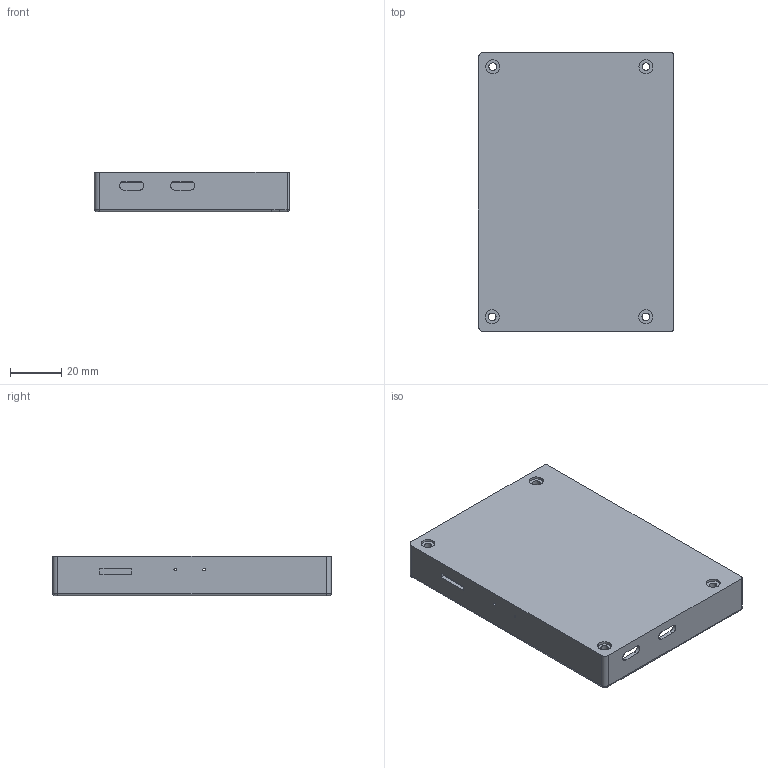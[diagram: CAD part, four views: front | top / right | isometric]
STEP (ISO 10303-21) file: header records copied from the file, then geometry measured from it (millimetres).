
FILE_DESCRIPTION (( 'STEP AP214' ), '1' );
FILE_NAME ('SCREEN BEZEL.STEP', '2024-09-23T19:18:27', ( '' ), ( '' ), 'SwSTEP 2.0', 'SolidWorks 2020', '' );
FILE_SCHEMA (( 'AUTOMOTIVE_DESIGN' ));
Length unit declared in the file: millimetre
Products named in the file (1): SCREEN BEZEL
Bounding box: 76.5 x 109.15 x 15.5 mm (x, y, z)
Volume: 25203.5 mm3; surface area: 28299.1 mm2
Topology: 1 solids, 1 shells, 108 faces, 286 edges, 186 vertices
Faces by surface type: plane 55, cylinder 49, torus 2, sphere 2
Entity records: 3422 total; most frequent: DIRECTION 602, CARTESIAN_POINT 579, ORIENTED_EDGE 568, EDGE_CURVE 284, AXIS2_PLACEMENT_3D 209, VERTEX_POINT 186, VECTOR 184, LINE 184
